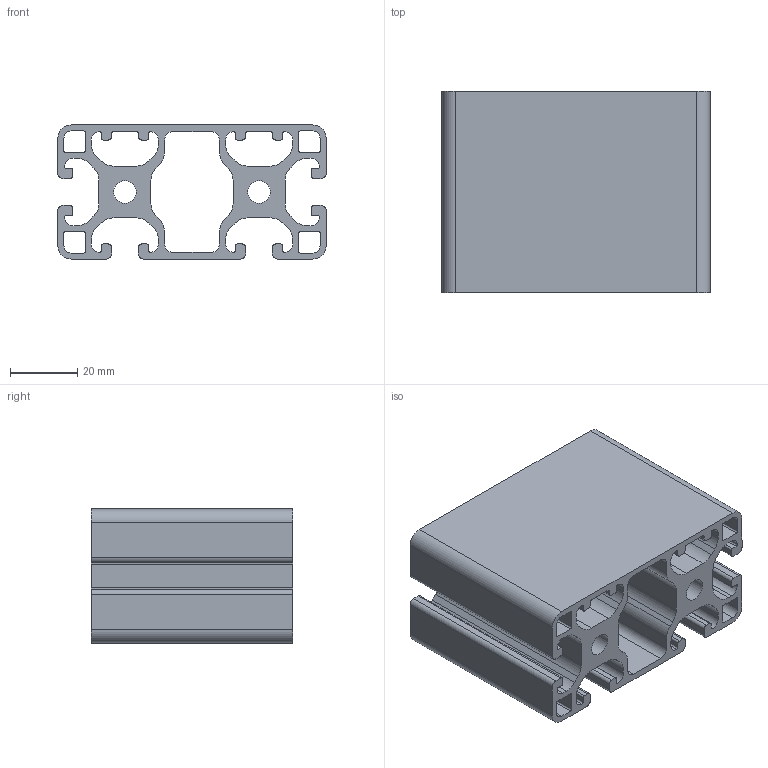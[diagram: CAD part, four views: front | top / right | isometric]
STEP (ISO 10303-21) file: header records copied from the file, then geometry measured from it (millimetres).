
FILE_DESCRIPTION(/* description */ (''),/* implementation_level */ '2;1');
FILE_NAME(/* name */ 'Profil 8 80x40 2N.step',/* time_stamp */ '2023-11-17T15:36:52+01:00',/* author */ (''),/* organization */ (''),/* preprocessor_version */ 'ST-DEVELOPER v20',/* originating_system */ 'Autodesk Translation Framework v12.14.0.127',/* authorisation */ '');
FILE_SCHEMA (('AUTOMOTIVE_DESIGN { 1 0 10303 214 3 1 1 }'));
Length unit declared in the file: millimetre
Products named in the file (1): (Unsaved)
Bounding box: 80 x 60 x 40 mm (x, y, z)
Volume: 70739.8 mm3; surface area: 49597.6 mm2
Topology: 1 solids, 1 shells, 224 faces, 666 edges, 444 vertices
Faces by surface type: cylinder 118, plane 106
Full cylindrical faces by diameter (mm): 6.8 x2
Entity records: 7662 total; most frequent: DIRECTION 1352, CARTESIAN_POINT 1335, ORIENTED_EDGE 1332, EDGE_CURVE 666, AXIS2_PLACEMENT_3D 461, VERTEX_POINT 444, LINE 430, VECTOR 430
